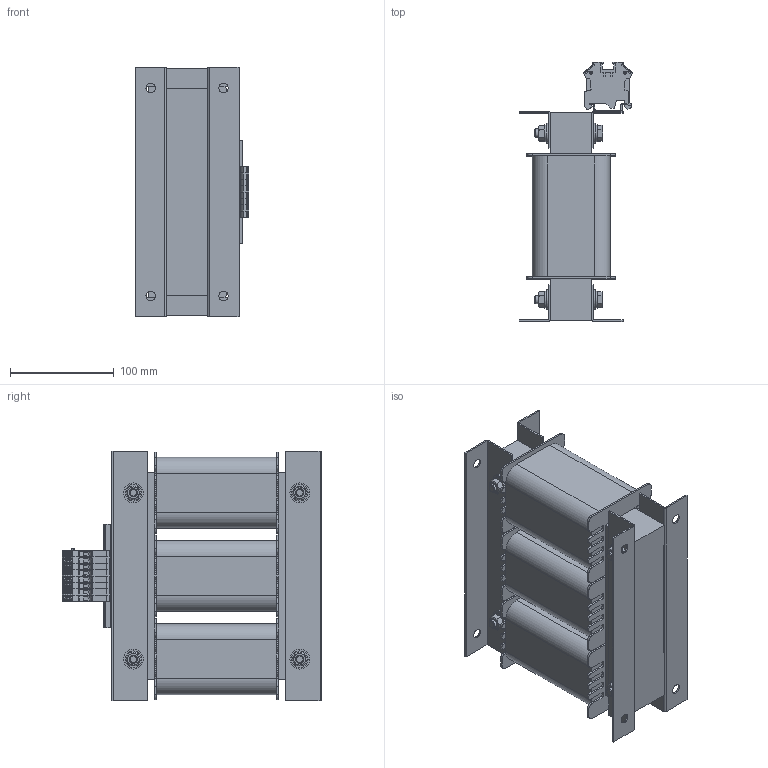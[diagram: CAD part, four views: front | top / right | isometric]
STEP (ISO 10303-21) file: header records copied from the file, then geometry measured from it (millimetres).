
FILE_DESCRIPTION(/* description */ (''),/* implementation_level */ '2;1');
FILE_NAME(/* name */ 'YA002105460.stp',/* time_stamp */ '2023-11-09T10:12:36+01:00',/* author */ ('velazquez'),/* organization */ (''),/* preprocessor_version */ 'ST-DEVELOPER v19.2',/* originating_system */ 'Autodesk Inventor 2023',/* authorisation */ '');
FILE_SCHEMA (('AUTOMOTIVE_DESIGN { 1 0 10303 214 3 1 1 }'));
Length unit declared in the file: millimetre
Products named in the file (12): YA002105460; 3UI120 200 x 200 - 40 (Rc40); UI 120_40; RC40 NT040; centrador M8; DIN 125 - A 8,4; DIN 933 - M8  x 60; DIN 934 - M8; carril 4 agujeros; FICHA 4; FICHA 4 AM_VE; FICHA 4 AZUL
Assembly tree (41 placements, depth 2):
  YA002105460
    3UI120 200 x 200 - 40 (Rc40)
    UI 120_40  x3
    RC40 NT040  x4
    centrador M8  x8
    DIN 125 - A 8,4  x8
    DIN 933 - M8  x 60  x4
    DIN 934 - M8  x4
    carril 4 agujeros
    FICHA 4  x6
    FICHA 4 AM_VE
    FICHA 4 AZUL
Bounding box: 109.53 x 249.25 x 240 mm (x, y, z)
Volume: 2589885.6 mm3; surface area: 513214.8 mm2
Topology: 41 solids, 41 shells, 2938 faces, 7812 edges, 5029 vertices
Faces by surface type: plane 2090, cylinder 680, cone 112, torus 40, sphere 16
Full cylindrical faces by diameter (mm): 2.4 x16, 2.5 x16, 2.75 x16, 2.95 x16, 4.3 x16, 6.647 x4, 7.323 x4, 8 x12, 8.4 x8, 9 x8, 9.6 x8, 10.5 x8, 11 x4, 11.4 x4, 16 x8, 19 x8
Entity records: 34819 total; most frequent: CARTESIAN_POINT 5888, ORIENTED_EDGE 5732, DIRECTION 5671, EDGE_CURVE 2866, LINE 2253, VECTOR 2253, VERTEX_POINT 1853, AXIS2_PLACEMENT_3D 1709
